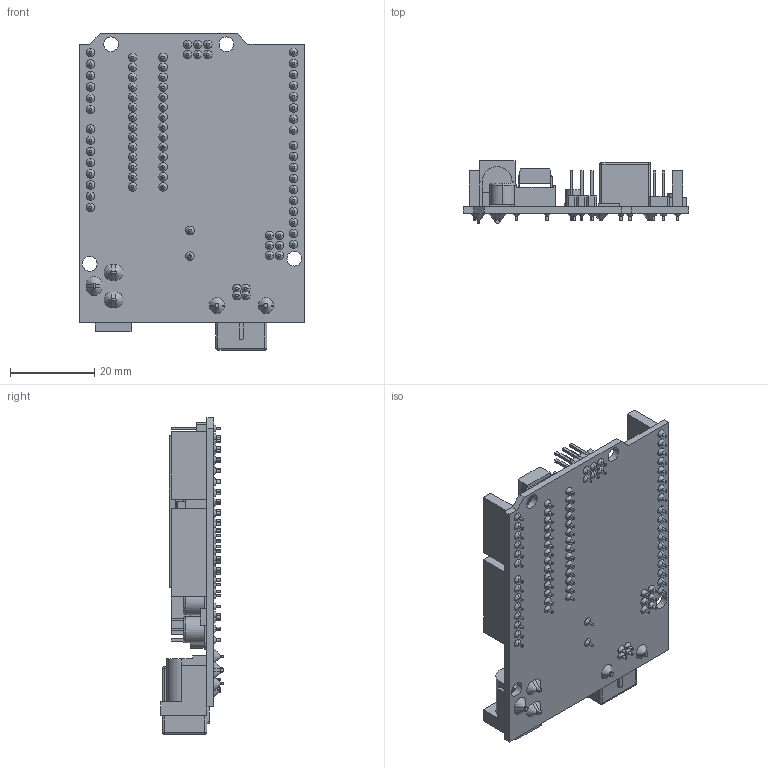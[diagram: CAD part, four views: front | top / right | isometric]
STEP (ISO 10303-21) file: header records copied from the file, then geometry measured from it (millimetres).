
FILE_DESCRIPTION((''),'2;1');
FILE_NAME('ARDUINO-UNO','2023-01-04T19:48:39',('kokom'),(''),'CREO PARAMETRIC BY PTC INC, 2022073','CREO PARAMETRIC BY PTC INC, 2022073','');
FILE_SCHEMA(('CONFIG_CONTROL_DESIGN'));
Length unit declared in the file: millimetre
Products named in the file (1): ARDUINO-UNO
Bounding box: 53.5 x 14.9 x 75 mm (x, y, z)
Volume: 13148.4 mm3; surface area: 14419.5 mm2
Topology: 1 solids, 1 shells, 1146 faces, 2681 edges, 1659 vertices
Faces by surface type: plane 740, cylinder 228, cone 166, sphere 8, torus 4
Entity records: 32342 total; most frequent: CARTESIAN_POINT 5597, DIRECTION 5577, ORIENTED_EDGE 5358, EDGE_CURVE 2679, VECTOR 2037, LINE 2037, AXIS2_PLACEMENT_3D 1770, VERTEX_POINT 1659
